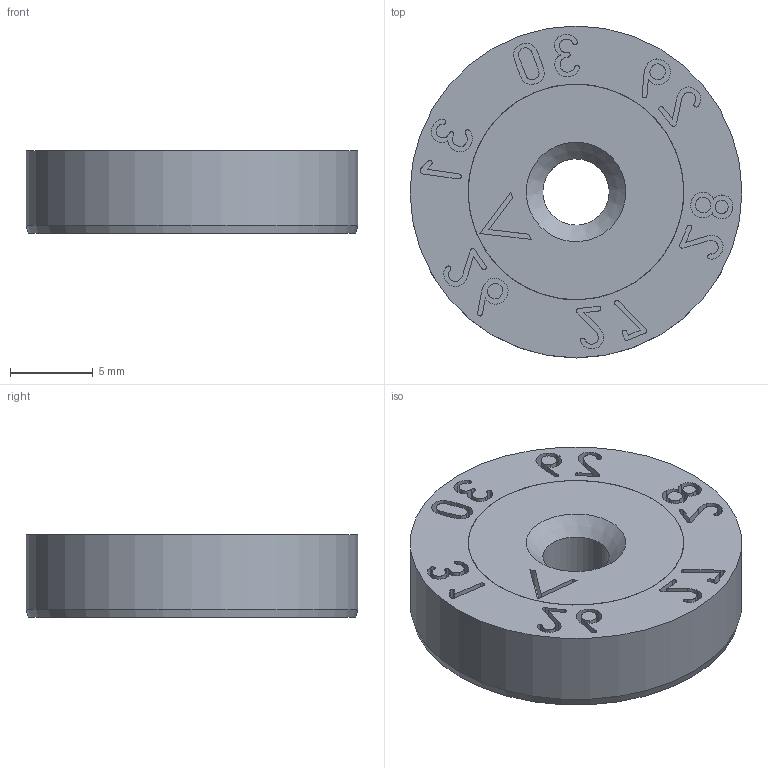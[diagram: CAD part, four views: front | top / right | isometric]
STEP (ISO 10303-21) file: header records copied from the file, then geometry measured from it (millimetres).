
FILE_DESCRIPTION(/* description */ (''),/* implementation_level */ '2;1');
FILE_NAME(/* name */ 'Dati-4500_C$20$Jahr+5.stp',/* time_stamp */ '2025-08-29T08:31:48+02:00',/* author */ ('olafg'),/* organization */ (''),/* preprocessor_version */ 'ST-DEVELOPER v20',/* originating_system */ 'Autodesk Inventor 2024',/* authorisation */ '');
FILE_SCHEMA (('AUTOMOTIVE_DESIGN { 1 0 10303 214 3 1 1 }'));
Length unit declared in the file: millimetre
Products named in the file (3): Zusammenbau A 4020; 4020-01-00; 4020-05-00
Assembly tree (2 placements, depth 2):
  Zusammenbau A 4020
    4020-01-00
    4020-05-00
Bounding box: 20 x 20 x 5 mm (x, y, z)
Volume: 1435.2 mm3; surface area: 1551.1 mm2
Topology: 2 solids, 2 shells, 250 faces, 677 edges, 451 vertices
Faces by surface type: bspline 164, plane 77, cylinder 6, cone 3
Full cylindrical faces by diameter (mm): 4 x1, 9.5 x1, 10 x1, 13 x2, 20 x1
Entity records: 8897 total; most frequent: CARTESIAN_POINT 3603, ORIENTED_EDGE 1354, EDGE_CURVE 677, DIRECTION 548, VERTEX_POINT 451, LINE 332, VECTOR 332, B_SPLINE_CURVE_WITH_KNOTS 328
